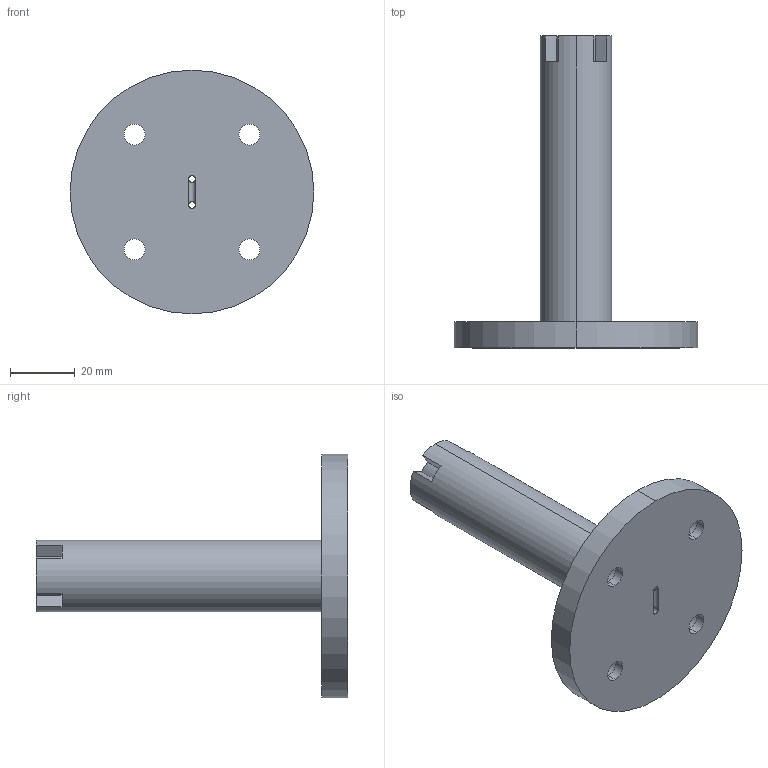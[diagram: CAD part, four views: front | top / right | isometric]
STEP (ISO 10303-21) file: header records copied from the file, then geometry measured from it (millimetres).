
FILE_DESCRIPTION (( 'STEP AP214' ), '1' );
FILE_NAME ('Robo2 Pen Effector.STEP', '2025-05-25T23:05:50', ( '' ), ( '' ), 'SwSTEP 2.0', 'SolidWorks 2024', '' );
FILE_SCHEMA (( 'AUTOMOTIVE_DESIGN' ));
Length unit declared in the file: millimetre
Products named in the file (1): Robo2 Pen Effector
Bounding box: 75 x 96 x 75 mm (x, y, z)
Volume: 54891.3 mm3; surface area: 21436.4 mm2
Topology: 1 solids, 1 shells, 73 faces, 179 edges, 116 vertices
Faces by surface type: cylinder 37, plane 29, cone 7
Entity records: 2260 total; most frequent: DIRECTION 419, CARTESIAN_POINT 409, ORIENTED_EDGE 358, EDGE_CURVE 179, AXIS2_PLACEMENT_3D 174, VERTEX_POINT 116, CIRCLE 100, EDGE_LOOP 93
